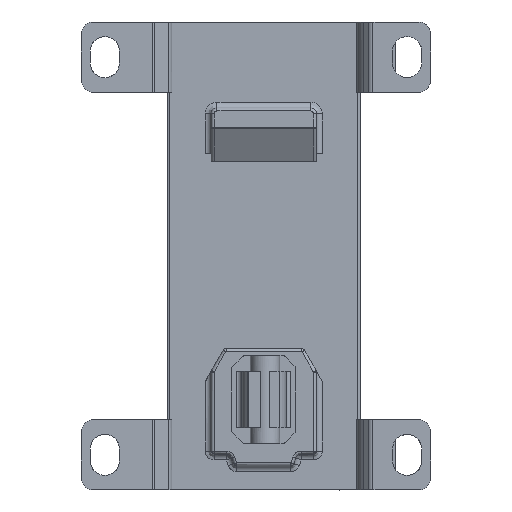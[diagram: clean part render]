
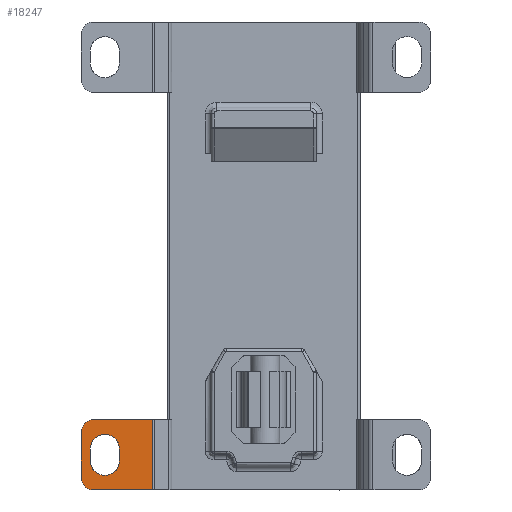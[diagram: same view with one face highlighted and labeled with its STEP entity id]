
A CAD part, front view. The second image highlights one B-rep face of the part: STEP entity #18247.
In plain terms, the highlighted planar face has unit normal (0, -1, 0).
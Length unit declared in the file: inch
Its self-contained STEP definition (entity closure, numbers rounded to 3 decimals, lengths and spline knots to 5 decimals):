
#84 = CARTESIAN_POINT ( 'NONE',  ( -1.18346, -0.23622, -0.84158 ) ) ;
#97 = DIRECTION ( 'NONE',  ( 0., 0., 1. ) ) ;
#389 = VECTOR ( 'NONE', #6036, 39.37008 ) ;
#429 = VERTEX_POINT ( 'NONE', #22195 ) ;
#1041 = EDGE_CURVE ( 'NONE', #20114, #2479, #2113, .T. ) ;
#1078 = CARTESIAN_POINT ( 'NONE',  ( -0.66539, -0.23622, -0.56599 ) ) ;
#1575 = ORIENTED_EDGE ( 'NONE', *, *, #30618, .T. ) ;
#1662 = DIRECTION ( 'NONE',  ( 0., 1., 0. ) ) ;
#1825 = CARTESIAN_POINT ( 'NONE',  ( -1.24251, -0.23622, -0.64473 ) ) ;
#2034 = DIRECTION ( 'NONE',  ( 0., 1., 0. ) ) ;
#2113 = CIRCLE ( 'NONE', #26459, 0.09843 ) ;
#2479 = VERTEX_POINT ( 'NONE', #24383 ) ;
#2923 = DIRECTION ( 'NONE',  ( 1., 0., 0. ) ) ;
#3167 = CARTESIAN_POINT ( 'NONE',  ( -1.08503, -0.23622, -0.84158 ) ) ;
#3859 = ORIENTED_EDGE ( 'NONE', *, *, #1041, .T. ) ;
#3978 = VERTEX_POINT ( 'NONE', #27238 ) ;
#4063 = EDGE_CURVE ( 'NONE', #429, #15810, #27890, .T. ) ;
#4131 = ORIENTED_EDGE ( 'NONE', *, *, #29993, .T. ) ;
#4283 = DIRECTION ( 'NONE',  ( 0., 0., -1. ) ) ;
#4417 = DIRECTION ( 'NONE',  ( 0., -1., 0. ) ) ;
#4622 = CARTESIAN_POINT ( 'NONE',  ( -1.08503, -0.23622, -0.76284 ) ) ;
#5026 = AXIS2_PLACEMENT_3D ( 'NONE', #21796, #6424, #8738 ) ;
#5106 = EDGE_CURVE ( 'NONE', #2479, #30814, #32073, .T. ) ;
#5438 = CARTESIAN_POINT ( 'NONE',  ( -1.24251, -0.23622, 2.11118 ) ) ;
#5825 = DIRECTION ( 'NONE',  ( 0., 1., 0. ) ) ;
#6036 = DIRECTION ( 'NONE',  ( 1., 0., 0. ) ) ;
#6277 = FACE_OUTER_BOUND ( 'NONE', #13511, .T. ) ;
#6424 = DIRECTION ( 'NONE',  ( 0., -1., 0. ) ) ;
#6439 = ORIENTED_EDGE ( 'NONE', *, *, #13042, .T. ) ;
#7130 = VECTOR ( 'NONE', #97, 39.37008 ) ;
#7252 = CARTESIAN_POINT ( 'NONE',  ( -0.98661, -0.23622, 2.11118 ) ) ;
#7350 = DIRECTION ( 'NONE',  ( 0., 0., -1. ) ) ;
#8066 = LINE ( 'NONE', #23302, #31483 ) ;
#8738 = DIRECTION ( 'NONE',  ( 0., 0., 1. ) ) ;
#8767 = EDGE_CURVE ( 'NONE', #32178, #3978, #15223, .T. ) ;
#8949 = CARTESIAN_POINT ( 'NONE',  ( -1.16377, -0.23622, -0.56599 ) ) ;
#9389 = CARTESIAN_POINT ( 'NONE',  ( 0.71913, -0.23622, 2.11118 ) ) ;
#9725 = CARTESIAN_POINT ( 'NONE',  ( -1.18346, -0.23622, 2.11118 ) ) ;
#10060 = VERTEX_POINT ( 'NONE', #13123 ) ;
#10138 = DIRECTION ( 'NONE',  ( 0., 0., -1. ) ) ;
#11586 = CIRCLE ( 'NONE', #23207, 0.07874 ) ;
#12009 = VECTOR ( 'NONE', #20198, 39.37008 ) ;
#12768 = CARTESIAN_POINT ( 'NONE',  ( -1.18346, -0.23622, -0.76284 ) ) ;
#13042 = EDGE_CURVE ( 'NONE', #19049, #429, #8066, .T. ) ;
#13123 = CARTESIAN_POINT ( 'NONE',  ( -0.98661, -0.23622, -0.76284 ) ) ;
#13310 = CARTESIAN_POINT ( 'NONE',  ( -1.16377, -0.23622, -0.64473 ) ) ;
#13437 = VECTOR ( 'NONE', #4283, 39.37008 ) ;
#13511 = EDGE_LOOP ( 'NONE', ( #16685, #4131, #14594, #16677, #6439, #28377 ) ) ;
#13883 = FACE_BOUND ( 'NONE', #25592, .T. ) ;
#14542 = CARTESIAN_POINT ( 'NONE',  ( -0.98661, -0.23622, -0.84158 ) ) ;
#14594 = ORIENTED_EDGE ( 'NONE', *, *, #8767, .T. ) ;
#15223 = LINE ( 'NONE', #5438, #12009 ) ;
#15260 = EDGE_CURVE ( 'NONE', #32145, #15810, #28214, .T. ) ;
#15796 = DIRECTION ( 'NONE',  ( 0., 0., 1. ) ) ;
#15810 = VERTEX_POINT ( 'NONE', #29117 ) ;
#15814 = CARTESIAN_POINT ( 'NONE',  ( -0.76556, -0.23622, 2.11118 ) ) ;
#16026 = ORIENTED_EDGE ( 'NONE', *, *, #5106, .T. ) ;
#16677 = ORIENTED_EDGE ( 'NONE', *, *, #20392, .T. ) ;
#16685 = ORIENTED_EDGE ( 'NONE', *, *, #15260, .F. ) ;
#17686 = LINE ( 'NONE', #7252, #13437 ) ;
#18247 = ADVANCED_FACE ( 'NONE', ( #13883, #6277 ), #29587, .T. ) ;
#18696 = AXIS2_PLACEMENT_3D ( 'NONE', #4622, #1662, #22336 ) ;
#18720 = ORIENTED_EDGE ( 'NONE', *, *, #23136, .T. ) ;
#19049 = VERTEX_POINT ( 'NONE', #26162 ) ;
#19177 = DIRECTION ( 'NONE',  ( 0., 0., -1. ) ) ;
#19677 = ORIENTED_EDGE ( 'NONE', *, *, #32613, .T. ) ;
#20114 = VERTEX_POINT ( 'NONE', #14542 ) ;
#20198 = DIRECTION ( 'NONE',  ( 0., 0., -1. ) ) ;
#20392 = EDGE_CURVE ( 'NONE', #3978, #19049, #24565, .T. ) ;
#21796 = CARTESIAN_POINT ( 'NONE',  ( -1.16377, -0.23622, -0.95969 ) ) ;
#22195 = CARTESIAN_POINT ( 'NONE',  ( -0.76556, -0.23622, -1.03843 ) ) ;
#22336 = DIRECTION ( 'NONE',  ( 0., 0., -1. ) ) ;
#22474 = VECTOR ( 'NONE', #27932, 39.37008 ) ;
#23136 = EDGE_CURVE ( 'NONE', #30814, #27545, #27603, .T. ) ;
#23207 = AXIS2_PLACEMENT_3D ( 'NONE', #13310, #30525, #15796 ) ;
#23302 = CARTESIAN_POINT ( 'NONE',  ( -0.66539, -0.23622, -1.03843 ) ) ;
#24383 = CARTESIAN_POINT ( 'NONE',  ( -1.08503, -0.23622, -0.94 ) ) ;
#24565 = CIRCLE ( 'NONE', #5026, 0.07874 ) ;
#25052 = CARTESIAN_POINT ( 'NONE',  ( -1.08503, -0.23622, -0.84158 ) ) ;
#25592 = EDGE_LOOP ( 'NONE', ( #3859, #16026, #18720, #1575, #19677 ) ) ;
#26162 = CARTESIAN_POINT ( 'NONE',  ( -1.16377, -0.23622, -1.03843 ) ) ;
#26267 = AXIS2_PLACEMENT_3D ( 'NONE', #25052, #2034, #7350 ) ;
#26395 = AXIS2_PLACEMENT_3D ( 'NONE', #9389, #4417, #19177 ) ;
#26459 = AXIS2_PLACEMENT_3D ( 'NONE', #3167, #5825, #10138 ) ;
#27238 = CARTESIAN_POINT ( 'NONE',  ( -1.24251, -0.23622, -0.95969 ) ) ;
#27545 = VERTEX_POINT ( 'NONE', #12768 ) ;
#27603 = LINE ( 'NONE', #9725, #22474 ) ;
#27890 = LINE ( 'NONE', #15814, #7130 ) ;
#27932 = DIRECTION ( 'NONE',  ( 0., 0., 1. ) ) ;
#28214 = LINE ( 'NONE', #1078, #389 ) ;
#28377 = ORIENTED_EDGE ( 'NONE', *, *, #4063, .T. ) ;
#29117 = CARTESIAN_POINT ( 'NONE',  ( -0.76556, -0.23622, -0.56599 ) ) ;
#29587 = PLANE ( 'NONE',  #26395 ) ;
#29993 = EDGE_CURVE ( 'NONE', #32145, #32178, #11586, .T. ) ;
#30525 = DIRECTION ( 'NONE',  ( 0., -1., 0. ) ) ;
#30618 = EDGE_CURVE ( 'NONE', #27545, #10060, #30816, .T. ) ;
#30814 = VERTEX_POINT ( 'NONE', #84 ) ;
#30816 = CIRCLE ( 'NONE', #18696, 0.09843 ) ;
#31483 = VECTOR ( 'NONE', #2923, 39.37008 ) ;
#32073 = CIRCLE ( 'NONE', #26267, 0.09843 ) ;
#32145 = VERTEX_POINT ( 'NONE', #8949 ) ;
#32178 = VERTEX_POINT ( 'NONE', #1825 ) ;
#32613 = EDGE_CURVE ( 'NONE', #10060, #20114, #17686, .T. ) ;
